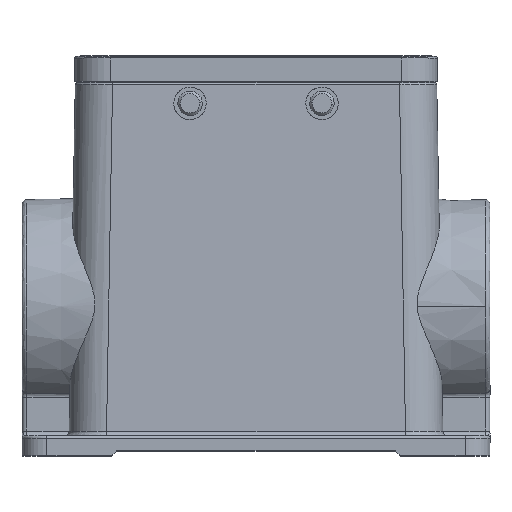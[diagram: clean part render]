
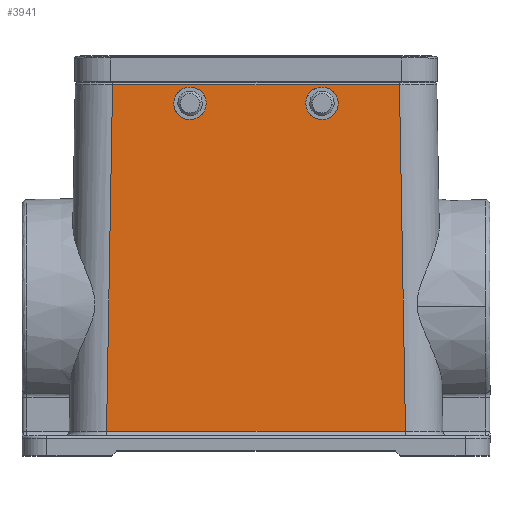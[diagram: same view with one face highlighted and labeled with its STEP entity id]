
A CAD part, top view. The second image highlights one B-rep face of the part: STEP entity #3941.
In plain terms, the highlighted planar face has unit normal (0, 0.018, 1).
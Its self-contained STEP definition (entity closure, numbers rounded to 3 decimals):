
#558 = VERTEX_POINT ( 'NONE', #3642 ) ;
#563 = VERTEX_POINT ( 'NONE', #3637 ) ;
#565 = VERTEX_POINT ( 'NONE', #3635 ) ;
#566 = VERTEX_POINT ( 'NONE', #3634 ) ;
#777 =( BOUNDED_CURVE ( )  B_SPLINE_CURVE ( 3, ( #7958, #7957, #7956, #7955 ),
 .UNSPECIFIED., .F., .F. ) 
 B_SPLINE_CURVE_WITH_KNOTS ( ( 4, 4 ),
 ( 4.816, 7.958 ),
 .UNSPECIFIED. ) 
 CURVE ( )  GEOMETRIC_REPRESENTATION_ITEM ( )  RATIONAL_B_SPLINE_CURVE ( ( 1., 0.333, 0.333, 1. ) ) 
 REPRESENTATION_ITEM ( '' )  );
#798 =( BOUNDED_CURVE ( )  B_SPLINE_CURVE ( 3, ( #7935, #7934, #7933, #7932 ),
 .UNSPECIFIED., .F., .F. ) 
 B_SPLINE_CURVE_WITH_KNOTS ( ( 4, 4 ),
 ( 4.609, 7.75 ),
 .UNSPECIFIED. ) 
 CURVE ( )  GEOMETRIC_REPRESENTATION_ITEM ( )  RATIONAL_B_SPLINE_CURVE ( ( 1., 0.333, 0.333, 1. ) ) 
 REPRESENTATION_ITEM ( '' )  );
#2087 = CARTESIAN_POINT ( 'NONE',  ( 28.81, -2.491, 21.509 ) ) ;
#2103 = CARTESIAN_POINT ( 'NONE',  ( -30.023, -72.017, 22.722 ) ) ;
#2558 = LINE ( 'NONE', #2559, #3435 ) ;
#2559 = CARTESIAN_POINT ( 'NONE',  ( -38.892, -2.491, 21.509 ) ) ;
#2560 = DIRECTION ( 'NONE',  ( -1., 0., 0. ) ) ;
#2561 = CARTESIAN_POINT ( 'NONE',  ( 16.483, -6.536, 21.579 ) ) ;
#2564 = CARTESIAN_POINT ( 'NONE',  ( 15.811, -13.001, 21.692 ) ) ;
#2565 = CARTESIAN_POINT ( 'NONE',  ( 9.346, -12.329, 21.68 ) ) ;
#2568 = CARTESIAN_POINT ( 'NONE',  ( 10.017, -5.864, 21.567 ) ) ;
#2571 = LINE ( 'NONE', #2572, #3434 ) ;
#2572 = CARTESIAN_POINT ( 'NONE',  ( 30.023, -72.017, 22.722 ) ) ;
#2575 = DIRECTION ( 'NONE',  ( -0.017, 1., -0.017 ) ) ;
#2592 = LINE ( 'NONE', #2595, #3414 ) ;
#2595 = CARTESIAN_POINT ( 'NONE',  ( -28.809, -2.491, 21.509 ) ) ;
#2596 = DIRECTION ( 'NONE',  ( -0.017, -1., 0.017 ) ) ;
#2603 = LINE ( 'NONE', #2606, #3416 ) ;
#2606 = CARTESIAN_POINT ( 'NONE',  ( -38.892, -72.017, 22.722 ) ) ;
#2607 = DIRECTION ( 'NONE',  ( 1., 0., 0. ) ) ;
#2610 = CARTESIAN_POINT ( 'NONE',  ( -10.017, -5.864, 21.567 ) ) ;
#2611 = CARTESIAN_POINT ( 'NONE',  ( -9.346, -12.329, 21.68 ) ) ;
#2614 = CARTESIAN_POINT ( 'NONE',  ( -15.811, -13.001, 21.692 ) ) ;
#2615 = CARTESIAN_POINT ( 'NONE',  ( -16.483, -6.536, 21.579 ) ) ;
#2929 = EDGE_CURVE ( 'NONE', #565, #566, #777, .T. ) ;
#2936 = EDGE_CURVE ( 'NONE', #558, #563, #798, .T. ) ;
#3184 = EDGE_CURVE ( 'NONE', #11184, #5034, #2558, .T. ) ;
#3185 = EDGE_CURVE ( 'NONE', #566, #565, #6527, .T. ) ;
#3186 = EDGE_CURVE ( 'NONE', #11264, #11184, #2571, .T. ) ;
#3189 = EDGE_CURVE ( 'NONE', #5034, #11200, #2592, .T. ) ;
#3191 = EDGE_CURVE ( 'NONE', #11200, #11264, #2603, .T. ) ;
#3192 = EDGE_CURVE ( 'NONE', #563, #558, #6524, .T. ) ;
#3414 = VECTOR ( 'NONE', #2596, 1000. ) ;
#3416 = VECTOR ( 'NONE', #2607, 1000. ) ;
#3434 = VECTOR ( 'NONE', #2575, 1000. ) ;
#3435 = VECTOR ( 'NONE', #2560, 1000. ) ;
#3634 = CARTESIAN_POINT ( 'NONE',  ( 16.483, -6.536, 21.579 ) ) ;
#3635 = CARTESIAN_POINT ( 'NONE',  ( 10.017, -5.864, 21.567 ) ) ;
#3637 = CARTESIAN_POINT ( 'NONE',  ( -10.017, -5.864, 21.567 ) ) ;
#3642 = CARTESIAN_POINT ( 'NONE',  ( -16.483, -6.536, 21.579 ) ) ;
#3941 = ADVANCED_FACE ( 'NONE', ( #7244, #7249, #7250 ), #4739, .T. ) ;
#4739 = PLANE ( 'NONE',  #7245 ) ;
#4743 = CARTESIAN_POINT ( 'NONE',  ( -38.892, -2., 21.5 ) ) ;
#4744 = DIRECTION ( 'NONE',  ( 0., 0.017, 1. ) ) ;
#4745 = DIRECTION ( 'NONE',  ( 0., -1., 0.017 ) ) ;
#5034 = VERTEX_POINT ( 'NONE', #8331 ) ;
#6524 =( BOUNDED_CURVE ( )  B_SPLINE_CURVE ( 3, ( #2610, #2611, #2614, #2615 ),
 .UNSPECIFIED., .F., .F. ) 
 B_SPLINE_CURVE_WITH_KNOTS ( ( 4, 4 ),
 ( 1.467, 4.609 ),
 .UNSPECIFIED. ) 
 CURVE ( )  GEOMETRIC_REPRESENTATION_ITEM ( )  RATIONAL_B_SPLINE_CURVE ( ( 1., 0.333, 0.333, 1. ) ) 
 REPRESENTATION_ITEM ( '' )  );
#6527 =( BOUNDED_CURVE ( )  B_SPLINE_CURVE ( 3, ( #2561, #2564, #2565, #2568 ),
 .UNSPECIFIED., .F., .F. ) 
 B_SPLINE_CURVE_WITH_KNOTS ( ( 4, 4 ),
 ( 1.674, 4.816 ),
 .UNSPECIFIED. ) 
 CURVE ( )  GEOMETRIC_REPRESENTATION_ITEM ( )  RATIONAL_B_SPLINE_CURVE ( ( 1., 0.333, 0.333, 1. ) ) 
 REPRESENTATION_ITEM ( '' )  );
#6743 = ORIENTED_EDGE ( 'NONE', *, *, #2929, .T. ) ;
#6744 = ORIENTED_EDGE ( 'NONE', *, *, #3185, .T. ) ;
#6745 = ORIENTED_EDGE ( 'NONE', *, *, #3186, .T. ) ;
#6746 = ORIENTED_EDGE ( 'NONE', *, *, #3189, .T. ) ;
#6747 = ORIENTED_EDGE ( 'NONE', *, *, #3184, .T. ) ;
#6748 = ORIENTED_EDGE ( 'NONE', *, *, #3191, .T. ) ;
#6751 = ORIENTED_EDGE ( 'NONE', *, *, #3192, .T. ) ;
#6752 = ORIENTED_EDGE ( 'NONE', *, *, #2936, .T. ) ;
#7244 = FACE_BOUND ( 'NONE', #9899, .T. ) ;
#7245 = AXIS2_PLACEMENT_3D ( 'NONE', #4743, #4744, #4745 ) ;
#7249 = FACE_OUTER_BOUND ( 'NONE', #9900, .T. ) ;
#7250 = FACE_BOUND ( 'NONE', #9901, .T. ) ;
#7932 = CARTESIAN_POINT ( 'NONE',  ( -10.017, -5.864, 21.567 ) ) ;
#7933 = CARTESIAN_POINT ( 'NONE',  ( -10.689, 0.601, 21.455 ) ) ;
#7934 = CARTESIAN_POINT ( 'NONE',  ( -17.154, -0.071, 21.466 ) ) ;
#7935 = CARTESIAN_POINT ( 'NONE',  ( -16.483, -6.536, 21.579 ) ) ;
#7955 = CARTESIAN_POINT ( 'NONE',  ( 16.483, -6.536, 21.579 ) ) ;
#7956 = CARTESIAN_POINT ( 'NONE',  ( 17.154, -0.071, 21.466 ) ) ;
#7957 = CARTESIAN_POINT ( 'NONE',  ( 10.689, 0.601, 21.455 ) ) ;
#7958 = CARTESIAN_POINT ( 'NONE',  ( 10.017, -5.864, 21.567 ) ) ;
#8331 = CARTESIAN_POINT ( 'NONE',  ( -28.809, -2.491, 21.509 ) ) ;
#9899 = EDGE_LOOP ( 'NONE', ( #6743, #6744 ) ) ;
#9900 = EDGE_LOOP ( 'NONE', ( #6745, #6747, #6746, #6748 ) ) ;
#9901 = EDGE_LOOP ( 'NONE', ( #6752, #6751 ) ) ;
#10565 = CARTESIAN_POINT ( 'NONE',  ( 30.023, -72.017, 22.722 ) ) ;
#11184 = VERTEX_POINT ( 'NONE', #2087 ) ;
#11200 = VERTEX_POINT ( 'NONE', #2103 ) ;
#11264 = VERTEX_POINT ( 'NONE', #10565 ) ;
